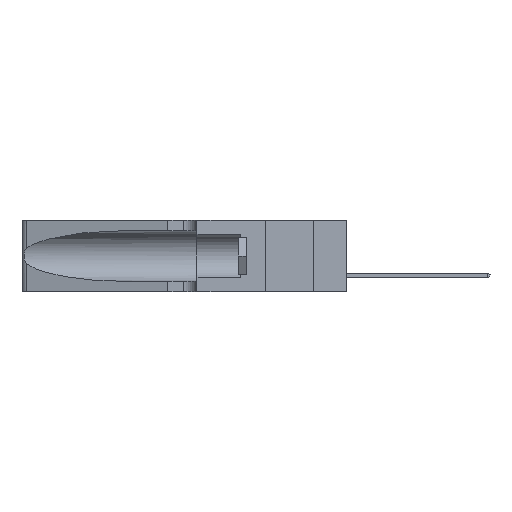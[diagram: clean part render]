
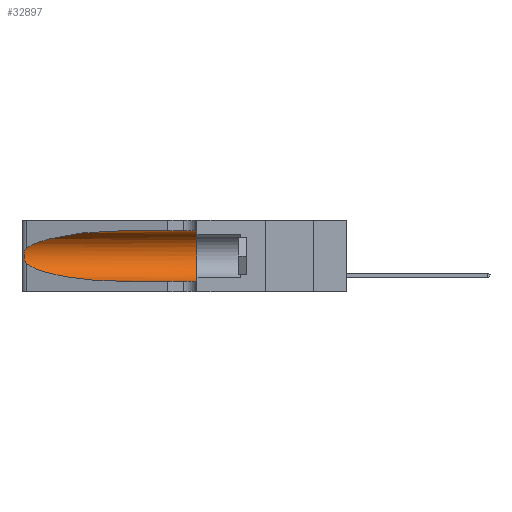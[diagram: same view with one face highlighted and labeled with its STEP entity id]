
A CAD part, left-side view. The second image highlights one B-rep face of the part: STEP entity #32897.
In plain terms, the highlighted cylindrical face has radius 3.308 mm (diameter 6.617 mm), a partial arc.
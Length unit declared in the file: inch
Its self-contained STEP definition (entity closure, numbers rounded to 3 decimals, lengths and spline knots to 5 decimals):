
#299 = CARTESIAN_POINT ( 'NONE',  ( 0.25487, 1.22718, 0.22369 ) ) ;
#779 = CARTESIAN_POINT ( 'NONE',  ( 0.25555, 1.22994, 0.2215 ) ) ;
#929 = ORIENTED_EDGE ( 'NONE', *, *, #33966, .T. ) ;
#1234 = CARTESIAN_POINT ( 'NONE',  ( 0.1305, 0.72297, 0.05475 ) ) ;
#1918 = EDGE_CURVE ( 'NONE', #8334, #3430, #6629, .T. ) ;
#2542 = CARTESIAN_POINT ( 'NONE',  ( 0.2373, 1.15595, 0.08982 ) ) ;
#2823 = CARTESIAN_POINT ( 'NONE',  ( 0.18966, 0.96281, 0.31525 ) ) ;
#3400 = EDGE_CURVE ( 'NONE', #18820, #8334, #10313, .T. ) ;
#3430 = VERTEX_POINT ( 'NONE', #29747 ) ;
#4265 = ORIENTED_EDGE ( 'NONE', *, *, #19822, .T. ) ;
#4307 = B_SPLINE_CURVE_WITH_KNOTS ( 'NONE', 3,
 ( #22446, #779, #8642, #6039, #25009, #27880, #22206, #27750, #30485, #6276, #8888, #33317, #17105, #13971 ),
 .UNSPECIFIED., .F., .F.,
 ( 4, 2, 2, 2, 2, 2, 4 ),
 ( 0., 0.00027, 0.00053, 0.00107, 0.0016, 0.00187, 0.00214 ),
 .UNSPECIFIED. ) ;
#4434 = CARTESIAN_POINT ( 'NONE',  ( 0.25487, 1.22718, 0.14631 ) ) ;
#5095 = CARTESIAN_POINT ( 'NONE',  ( 0.18966, 0.96281, 0.05475 ) ) ;
#5498 = CARTESIAN_POINT ( 'NONE',  ( 0.2373, 1.15595, 0.28018 ) ) ;
#5880 = DIRECTION ( 'NONE',  ( 0., 0., 1. ) ) ;
#6039 = CARTESIAN_POINT ( 'NONE',  ( 0.25787, 1.23484, 0.2124 ) ) ;
#6276 = CARTESIAN_POINT ( 'NONE',  ( 0.25856, 1.23593, 0.16098 ) ) ;
#6629 = CIRCLE ( 'NONE', #10793, 0.13025 ) ;
#6708 = VECTOR ( 'NONE', #9287, 39.37008 ) ;
#8334 = VERTEX_POINT ( 'NONE', #14216 ) ;
#8642 = CARTESIAN_POINT ( 'NONE',  ( 0.25639, 1.23184, 0.21858 ) ) ;
#8888 = CARTESIAN_POINT ( 'NONE',  ( 0.25789, 1.23486, 0.15765 ) ) ;
#9287 = DIRECTION ( 'NONE',  ( 0., -1., 0. ) ) ;
#9462 = VECTOR ( 'NONE', #34434, 39.37008 ) ;
#9674 = VERTEX_POINT ( 'NONE', #299 ) ;
#10313 = LINE ( 'NONE', #29275, #9462 ) ;
#10793 = AXIS2_PLACEMENT_3D ( 'NONE', #19788, #25229, #5880 ) ;
#12219 = LINE ( 'NONE', #27802, #6708 ) ;
#12266 = DIRECTION ( 'NONE',  ( 0., -1., 0. ) ) ;
#13478 = CARTESIAN_POINT ( 'NONE',  ( 0.25487, 1.22718, 0.14631 ) ) ;
#13971 = CARTESIAN_POINT ( 'NONE',  ( 0.25487, 1.22718, 0.14631 ) ) ;
#14216 = CARTESIAN_POINT ( 'NONE',  ( 0.1305, 0.35, 0.31525 ) ) ;
#14945 =( BOUNDED_CURVE ( )  B_SPLINE_CURVE ( 3, ( #13478, #2542, #5095, #21590 ),
 .UNSPECIFIED., .F., .T. ) 
 B_SPLINE_CURVE_WITH_KNOTS ( ( 4, 4 ),
 ( 3.44316, 4.71239 ),
 .UNSPECIFIED. ) 
 CURVE ( )  GEOMETRIC_REPRESENTATION_ITEM ( )  RATIONAL_B_SPLINE_CURVE ( ( 1., 0.87, 0.87, 1. ) ) 
 REPRESENTATION_ITEM ( '' )  );
#16156 = CARTESIAN_POINT ( 'NONE',  ( 0.25487, 1.22718, 0.22369 ) ) ;
#16825 = CYLINDRICAL_SURFACE ( 'NONE', #33414, 0.13025 ) ;
#17105 = CARTESIAN_POINT ( 'NONE',  ( 0.25555, 1.22993, 0.14849 ) ) ;
#17579 = CARTESIAN_POINT ( 'NONE',  ( 0.1305, 0.72297, 0.31525 ) ) ;
#17695 = VERTEX_POINT ( 'NONE', #1234 ) ;
#18820 = VERTEX_POINT ( 'NONE', #33558 ) ;
#19386 = FACE_OUTER_BOUND ( 'NONE', #25006, .T. ) ;
#19788 = CARTESIAN_POINT ( 'NONE',  ( 0.1305, 0.35, 0.185 ) ) ;
#19822 = EDGE_CURVE ( 'NONE', #17695, #3430, #12219, .T. ) ;
#19891 = VERTEX_POINT ( 'NONE', #4434 ) ;
#20468 = ORIENTED_EDGE ( 'NONE', *, *, #3400, .F. ) ;
#20500 = CARTESIAN_POINT ( 'NONE',  ( 0.1305, 1.61858, 0.185 ) ) ;
#21590 = CARTESIAN_POINT ( 'NONE',  ( 0.1305, 0.72297, 0.05475 ) ) ;
#22058 = EDGE_CURVE ( 'NONE', #9674, #19891, #4307, .T. ) ;
#22206 = CARTESIAN_POINT ( 'NONE',  ( 0.26075, 1.23896, 0.19203 ) ) ;
#22446 = CARTESIAN_POINT ( 'NONE',  ( 0.25487, 1.22718, 0.22369 ) ) ;
#23308 = ORIENTED_EDGE ( 'NONE', *, *, #22058, .T. ) ;
#25006 = EDGE_LOOP ( 'NONE', ( #25886, #23308, #929, #4265, #31027, #20468 ) ) ;
#25009 = CARTESIAN_POINT ( 'NONE',  ( 0.25854, 1.2359, 0.20912 ) ) ;
#25229 = DIRECTION ( 'NONE',  ( 0., 1., 0. ) ) ;
#25886 = ORIENTED_EDGE ( 'NONE', *, *, #28210, .T. ) ;
#27750 = CARTESIAN_POINT ( 'NONE',  ( 0.26075, 1.23896, 0.178 ) ) ;
#27802 = CARTESIAN_POINT ( 'NONE',  ( 0.1305, 1.61858, 0.05475 ) ) ;
#27880 = CARTESIAN_POINT ( 'NONE',  ( 0.26018, 1.23835, 0.19895 ) ) ;
#28210 = EDGE_CURVE ( 'NONE', #18820, #9674, #28673, .T. ) ;
#28673 =( BOUNDED_CURVE ( )  B_SPLINE_CURVE ( 3, ( #17579, #2823, #5498, #16156 ),
 .UNSPECIFIED., .F., .T. ) 
 B_SPLINE_CURVE_WITH_KNOTS ( ( 4, 4 ),
 ( 1.5708, 2.84003 ),
 .UNSPECIFIED. ) 
 CURVE ( )  GEOMETRIC_REPRESENTATION_ITEM ( )  RATIONAL_B_SPLINE_CURVE ( ( 1., 0.87, 0.87, 1. ) ) 
 REPRESENTATION_ITEM ( '' )  );
#29275 = CARTESIAN_POINT ( 'NONE',  ( 0.1305, 1.61858, 0.31525 ) ) ;
#29747 = CARTESIAN_POINT ( 'NONE',  ( 0.1305, 0.35, 0.05475 ) ) ;
#30485 = CARTESIAN_POINT ( 'NONE',  ( 0.26017, 1.23833, 0.17102 ) ) ;
#31027 = ORIENTED_EDGE ( 'NONE', *, *, #1918, .F. ) ;
#32897 = ADVANCED_FACE ( 'NONE', ( #19386 ), #16825, .F. ) ;
#33317 = CARTESIAN_POINT ( 'NONE',  ( 0.25639, 1.23186, 0.15144 ) ) ;
#33414 = AXIS2_PLACEMENT_3D ( 'NONE', #20500, #12266, #33858 ) ;
#33558 = CARTESIAN_POINT ( 'NONE',  ( 0.1305, 0.72297, 0.31525 ) ) ;
#33858 = DIRECTION ( 'NONE',  ( 0., 0., -1. ) ) ;
#33966 = EDGE_CURVE ( 'NONE', #19891, #17695, #14945, .T. ) ;
#34434 = DIRECTION ( 'NONE',  ( 0., -1., 0. ) ) ;
